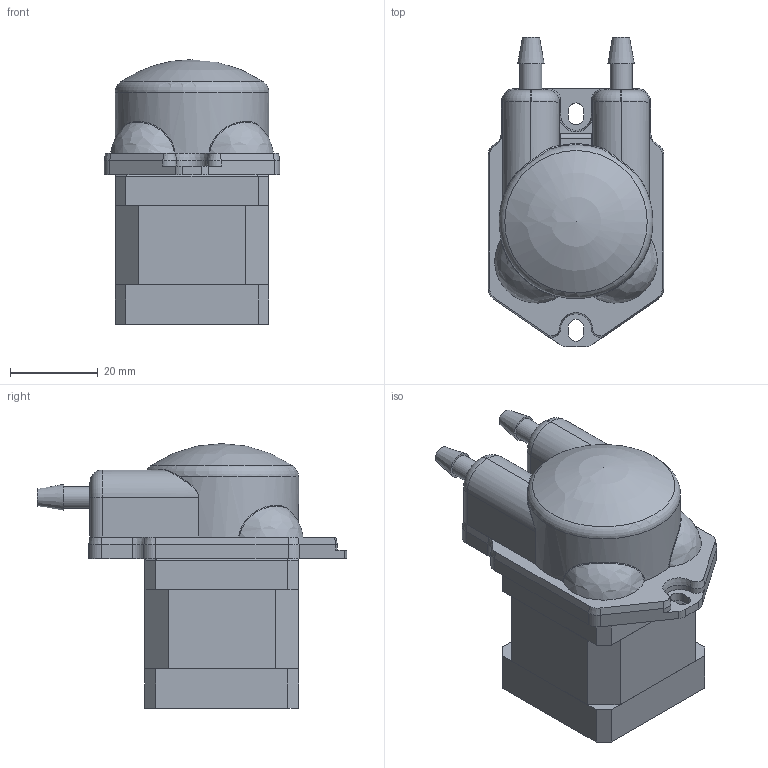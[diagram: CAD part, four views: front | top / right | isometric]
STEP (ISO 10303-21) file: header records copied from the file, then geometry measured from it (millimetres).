
FILE_DESCRIPTION(/* description */ (''),/* implementation_level */ '2;1');
FILE_NAME(/* name */ 'pump assembly v5.step',/* time_stamp */ '2023-11-06T09:06:16-07:00',/* author */ (''),/* organization */ (''),/* preprocessor_version */ 'ST-DEVELOPER v20',/* originating_system */ 'Autodesk Translation Framework v12.14.0.127',/* authorisation */ '');
FILE_SCHEMA (('AUTOMOTIVE_DESIGN { 1 0 10303 214 3 1 1 }'));
Length unit declared in the file: millimetre
Products named in the file (12): pump assembly; Ensamblaje_Nema14; nema14_base; nema14_centro; nema14_eje; nema14_techo; Motor Mount; Roller Housing; Rollers; Housing; Tube; Component6
Assembly tree (11 placements, depth 3):
  pump assembly
    Ensamblaje_Nema14
      nema14_base
      nema14_centro
      nema14_eje
      nema14_techo
    Motor Mount
    Roller Housing
    Rollers
    Housing
    Tube
    Component6
Bounding box: 40 x 70.44 x 60.25 mm (x, y, z)
Volume: 61215.4 mm3; surface area: 35360 mm2
Topology: 13 solids, 13 shells, 431 faces, 1035 edges, 660 vertices
Faces by surface type: cylinder 182, plane 158, torus 40, bspline 24, cone 21, sphere 6
Full cylindrical faces by diameter (mm): 3 x11, 3.25 x3, 3.5 x4, 3.75 x6, 4 x2, 5 x10, 6.5 x7, 7 x1, 10 x1, 22 x1, 23 x1, 26 x1, 29 x1
Entity records: 14718 total; most frequent: CARTESIAN_POINT 4012, DIRECTION 2295, ORIENTED_EDGE 2066, EDGE_CURVE 1033, AXIS2_PLACEMENT_3D 912, VERTEX_POINT 660, EDGE_LOOP 505, LINE 471
